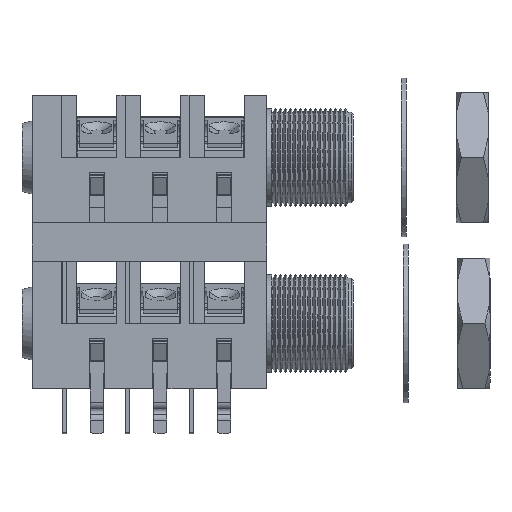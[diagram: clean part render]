
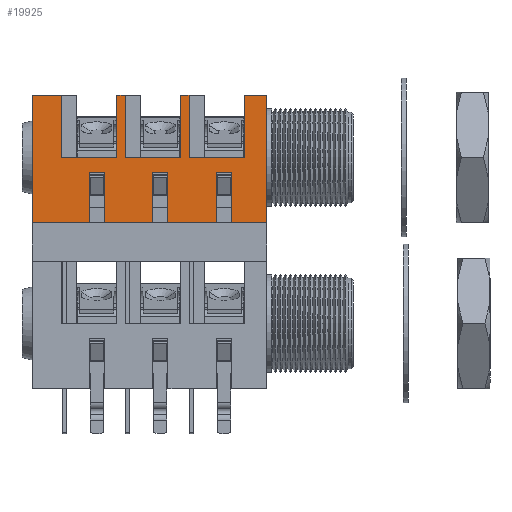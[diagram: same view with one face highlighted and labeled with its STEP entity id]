
A CAD part, front view. The second image highlights one B-rep face of the part: STEP entity #19925.
In plain terms, the highlighted planar face has unit normal (0, -1, 0).
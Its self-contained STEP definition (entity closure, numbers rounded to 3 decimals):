
#12171=CARTESIAN_POINT('',(11.7,-8.0,-6.35));
#12172=VERTEX_POINT('',#12171);
#12179=CARTESIAN_POINT('',(8.2,-8.0,-6.35));
#12180=VERTEX_POINT('',#12179);
#12181=CARTESIAN_POINT('',(11.7,-8.0,-6.35));
#12182=DIRECTION('',(-1.0,0.0,0.0));
#12183=VECTOR('',#12182,3.5);
#12184=LINE('',#12181,#12183);
#12185=EDGE_CURVE('',#12172,#12180,#12184,.T.);
#12203=CARTESIAN_POINT('',(6.7,-8.0,-6.35));
#12204=VERTEX_POINT('',#12203);
#12211=CARTESIAN_POINT('',(1.85,-8.0,-6.35));
#12212=VERTEX_POINT('',#12211);
#12213=CARTESIAN_POINT('',(6.7,-8.0,-6.35));
#12214=DIRECTION('',(-1.0,0.0,0.0));
#12215=VECTOR('',#12214,4.85);
#12216=LINE('',#12213,#12215);
#12217=EDGE_CURVE('',#12204,#12212,#12216,.T.);
#12235=CARTESIAN_POINT('',(0.35,-8.0,-6.35));
#12236=VERTEX_POINT('',#12235);
#12243=CARTESIAN_POINT('',(-4.5,-8.0,-6.35));
#12244=VERTEX_POINT('',#12243);
#12245=CARTESIAN_POINT('',(0.35,-8.0,-6.35));
#12246=DIRECTION('',(-1.0,0.0,0.0));
#12247=VECTOR('',#12246,4.85);
#12248=LINE('',#12245,#12247);
#12249=EDGE_CURVE('',#12236,#12244,#12248,.T.);
#12267=CARTESIAN_POINT('',(-6.,-8.0,-6.35));
#12268=VERTEX_POINT('',#12267);
#12275=CARTESIAN_POINT('',(-11.7,-8.0,-6.35));
#12276=VERTEX_POINT('',#12275);
#12277=CARTESIAN_POINT('',(-6.,-8.0,-6.35));
#12278=DIRECTION('',(-1.0,0.0,0.0));
#12279=VECTOR('',#12278,5.7);
#12280=LINE('',#12277,#12279);
#12281=EDGE_CURVE('',#12268,#12276,#12280,.T.);
#17506=CARTESIAN_POINT('',(-3.25,-8.0,0.15));
#17507=VERTEX_POINT('',#17506);
#17514=CARTESIAN_POINT('',(-3.25,-8.0,6.35));
#17515=VERTEX_POINT('',#17514);
#17516=CARTESIAN_POINT('',(-3.25,-8.0,6.35));
#17517=DIRECTION('',(0.0,0.0,-1.0));
#17518=VECTOR('',#17517,6.2);
#17519=LINE('',#17516,#17518);
#17520=EDGE_CURVE('',#17515,#17507,#17519,.T.);
#17729=CARTESIAN_POINT('',(9.45,-8.0,0.15));
#17730=VERTEX_POINT('',#17729);
#17737=CARTESIAN_POINT('',(9.45,-8.0,6.35));
#17738=VERTEX_POINT('',#17737);
#17739=CARTESIAN_POINT('',(9.45,-8.0,6.35));
#17740=DIRECTION('',(0.0,0.0,-1.0));
#17741=VECTOR('',#17740,6.2);
#17742=LINE('',#17739,#17741);
#17743=EDGE_CURVE('',#17738,#17730,#17742,.T.);
#17952=CARTESIAN_POINT('',(3.1,-8.0,0.15));
#17953=VERTEX_POINT('',#17952);
#17960=CARTESIAN_POINT('',(3.1,-8.0,6.35));
#17961=VERTEX_POINT('',#17960);
#17962=CARTESIAN_POINT('',(3.1,-8.0,6.35));
#17963=DIRECTION('',(0.0,0.0,-1.0));
#17964=VECTOR('',#17963,6.2);
#17965=LINE('',#17962,#17964);
#17966=EDGE_CURVE('',#17961,#17953,#17965,.T.);
#19670=CARTESIAN_POINT('',(8.2,-8.0,-1.35));
#19671=VERTEX_POINT('',#19670);
#19678=CARTESIAN_POINT('',(6.7,-8.0,-1.35));
#19679=VERTEX_POINT('',#19678);
#19680=CARTESIAN_POINT('',(6.7,-8.0,-1.35));
#19681=DIRECTION('',(1.0,0.0,0.0));
#19682=VECTOR('',#19681,1.5);
#19683=LINE('',#19680,#19682);
#19684=EDGE_CURVE('',#19679,#19671,#19683,.T.);
#19710=CARTESIAN_POINT('',(1.85,-8.0,-1.35));
#19711=VERTEX_POINT('',#19710);
#19718=CARTESIAN_POINT('',(0.35,-8.0,-1.35));
#19719=VERTEX_POINT('',#19718);
#19720=CARTESIAN_POINT('',(0.35,-8.0,-1.35));
#19721=DIRECTION('',(1.0,0.0,0.0));
#19722=VECTOR('',#19721,1.5);
#19723=LINE('',#19720,#19722);
#19724=EDGE_CURVE('',#19719,#19711,#19723,.T.);
#19756=CARTESIAN_POINT('',(8.2,-8.0,-1.35));
#19757=DIRECTION('',(0.0,0.0,-1.0));
#19758=VECTOR('',#19757,5.0);
#19759=LINE('',#19756,#19758);
#19760=EDGE_CURVE('',#19671,#12180,#19759,.T.);
#19780=CARTESIAN_POINT('',(11.7,-8.0,-6.35));
#19781=DIRECTION('',(0.0,-1.0,0.0));
#19782=DIRECTION('',(0.0,0.0,-1.0));
#19783=AXIS2_PLACEMENT_3D('',#19780,#19781,#19782);
#19784=PLANE('',#19783);
#19785=CARTESIAN_POINT('',(6.7,-8.0,-6.35));
#19786=DIRECTION('',(0.0,0.0,1.0));
#19787=VECTOR('',#19786,5.0);
#19788=LINE('',#19785,#19787);
#19789=EDGE_CURVE('',#12204,#19679,#19788,.T.);
#19790=ORIENTED_EDGE('',*,*,#19789,.T.);
#19791=ORIENTED_EDGE('',*,*,#19684,.T.);
#19792=ORIENTED_EDGE('',*,*,#19760,.T.);
#19793=ORIENTED_EDGE('',*,*,#12185,.F.);
#19794=CARTESIAN_POINT('',(11.7,-8.0,6.35));
#19795=VERTEX_POINT('',#19794);
#19796=CARTESIAN_POINT('',(11.7,-8.0,-6.35));
#19797=DIRECTION('',(0.0,0.0,1.0));
#19798=VECTOR('',#19797,12.7);
#19799=LINE('',#19796,#19798);
#19800=EDGE_CURVE('',#12172,#19795,#19799,.T.);
#19801=ORIENTED_EDGE('',*,*,#19800,.T.);
#19802=CARTESIAN_POINT('',(11.7,-8.0,6.35));
#19803=DIRECTION('',(-1.0,0.0,0.0));
#19804=VECTOR('',#19803,2.25);
#19805=LINE('',#19802,#19804);
#19806=EDGE_CURVE('',#19795,#17738,#19805,.T.);
#19807=ORIENTED_EDGE('',*,*,#19806,.T.);
#19808=ORIENTED_EDGE('',*,*,#17743,.T.);
#19809=CARTESIAN_POINT('',(3.95,-8.0,0.15));
#19810=VERTEX_POINT('',#19809);
#19811=CARTESIAN_POINT('',(9.45,-8.0,0.15));
#19812=DIRECTION('',(-1.0,0.0,0.0));
#19813=VECTOR('',#19812,5.5);
#19814=LINE('',#19811,#19813);
#19815=EDGE_CURVE('',#17730,#19810,#19814,.T.);
#19816=ORIENTED_EDGE('',*,*,#19815,.T.);
#19817=CARTESIAN_POINT('',(3.95,-8.0,6.35));
#19818=VERTEX_POINT('',#19817);
#19819=CARTESIAN_POINT('',(3.95,-8.0,0.15));
#19820=DIRECTION('',(0.0,0.0,1.0));
#19821=VECTOR('',#19820,6.2);
#19822=LINE('',#19819,#19821);
#19823=EDGE_CURVE('',#19810,#19818,#19822,.T.);
#19824=ORIENTED_EDGE('',*,*,#19823,.T.);
#19825=CARTESIAN_POINT('',(3.95,-8.0,6.35));
#19826=DIRECTION('',(-1.0,0.0,0.0));
#19827=VECTOR('',#19826,0.85);
#19828=LINE('',#19825,#19827);
#19829=EDGE_CURVE('',#19818,#17961,#19828,.T.);
#19830=ORIENTED_EDGE('',*,*,#19829,.T.);
#19831=ORIENTED_EDGE('',*,*,#17966,.T.);
#19832=CARTESIAN_POINT('',(-2.4,-8.0,0.15));
#19833=VERTEX_POINT('',#19832);
#19834=CARTESIAN_POINT('',(3.1,-8.0,0.15));
#19835=DIRECTION('',(-1.0,0.0,0.0));
#19836=VECTOR('',#19835,5.5);
#19837=LINE('',#19834,#19836);
#19838=EDGE_CURVE('',#17953,#19833,#19837,.T.);
#19839=ORIENTED_EDGE('',*,*,#19838,.T.);
#19840=CARTESIAN_POINT('',(-2.4,-8.0,6.35));
#19841=VERTEX_POINT('',#19840);
#19842=CARTESIAN_POINT('',(-2.4,-8.0,0.15));
#19843=DIRECTION('',(0.0,0.0,1.0));
#19844=VECTOR('',#19843,6.2);
#19845=LINE('',#19842,#19844);
#19846=EDGE_CURVE('',#19833,#19841,#19845,.T.);
#19847=ORIENTED_EDGE('',*,*,#19846,.T.);
#19848=CARTESIAN_POINT('',(-2.4,-8.0,6.35));
#19849=DIRECTION('',(-1.0,0.0,0.0));
#19850=VECTOR('',#19849,0.85);
#19851=LINE('',#19848,#19850);
#19852=EDGE_CURVE('',#19841,#17515,#19851,.T.);
#19853=ORIENTED_EDGE('',*,*,#19852,.T.);
#19854=ORIENTED_EDGE('',*,*,#17520,.T.);
#19855=CARTESIAN_POINT('',(-8.75,-8.0,0.15));
#19856=VERTEX_POINT('',#19855);
#19857=CARTESIAN_POINT('',(-3.25,-8.0,0.15));
#19858=DIRECTION('',(-1.0,0.0,0.0));
#19859=VECTOR('',#19858,5.5);
#19860=LINE('',#19857,#19859);
#19861=EDGE_CURVE('',#17507,#19856,#19860,.T.);
#19862=ORIENTED_EDGE('',*,*,#19861,.T.);
#19863=CARTESIAN_POINT('',(-8.75,-8.0,6.35));
#19864=VERTEX_POINT('',#19863);
#19865=CARTESIAN_POINT('',(-8.75,-8.0,0.15));
#19866=DIRECTION('',(0.0,0.0,1.0));
#19867=VECTOR('',#19866,6.2);
#19868=LINE('',#19865,#19867);
#19869=EDGE_CURVE('',#19856,#19864,#19868,.T.);
#19870=ORIENTED_EDGE('',*,*,#19869,.T.);
#19871=CARTESIAN_POINT('',(-11.7,-8.0,6.35));
#19872=VERTEX_POINT('',#19871);
#19873=CARTESIAN_POINT('',(-8.75,-8.0,6.35));
#19874=DIRECTION('',(-1.0,0.0,0.0));
#19875=VECTOR('',#19874,2.95);
#19876=LINE('',#19873,#19875);
#19877=EDGE_CURVE('',#19864,#19872,#19876,.T.);
#19878=ORIENTED_EDGE('',*,*,#19877,.T.);
#19879=CARTESIAN_POINT('',(-11.7,-8.0,-6.35));
#19880=DIRECTION('',(0.0,0.0,1.0));
#19881=VECTOR('',#19880,12.7);
#19882=LINE('',#19879,#19881);
#19883=EDGE_CURVE('',#12276,#19872,#19882,.T.);
#19884=ORIENTED_EDGE('',*,*,#19883,.F.);
#19885=ORIENTED_EDGE('',*,*,#12281,.F.);
#19886=CARTESIAN_POINT('',(-6.,-8.0,-1.35));
#19887=VERTEX_POINT('',#19886);
#19888=CARTESIAN_POINT('',(-6.,-8.0,-6.35));
#19889=DIRECTION('',(0.0,0.0,1.0));
#19890=VECTOR('',#19889,5.0);
#19891=LINE('',#19888,#19890);
#19892=EDGE_CURVE('',#12268,#19887,#19891,.T.);
#19893=ORIENTED_EDGE('',*,*,#19892,.T.);
#19894=CARTESIAN_POINT('',(-4.5,-8.0,-1.35));
#19895=VERTEX_POINT('',#19894);
#19896=CARTESIAN_POINT('',(-6.,-8.0,-1.35));
#19897=DIRECTION('',(1.0,0.0,0.0));
#19898=VECTOR('',#19897,1.5);
#19899=LINE('',#19896,#19898);
#19900=EDGE_CURVE('',#19887,#19895,#19899,.T.);
#19901=ORIENTED_EDGE('',*,*,#19900,.T.);
#19902=CARTESIAN_POINT('',(-4.5,-8.0,-1.35));
#19903=DIRECTION('',(0.0,0.0,-1.0));
#19904=VECTOR('',#19903,5.0);
#19905=LINE('',#19902,#19904);
#19906=EDGE_CURVE('',#19895,#12244,#19905,.T.);
#19907=ORIENTED_EDGE('',*,*,#19906,.T.);
#19908=ORIENTED_EDGE('',*,*,#12249,.F.);
#19909=CARTESIAN_POINT('',(0.35,-8.0,-6.35));
#19910=DIRECTION('',(0.0,0.0,1.0));
#19911=VECTOR('',#19910,5.0);
#19912=LINE('',#19909,#19911);
#19913=EDGE_CURVE('',#12236,#19719,#19912,.T.);
#19914=ORIENTED_EDGE('',*,*,#19913,.T.);
#19915=ORIENTED_EDGE('',*,*,#19724,.T.);
#19916=CARTESIAN_POINT('',(1.85,-8.0,-1.35));
#19917=DIRECTION('',(0.0,0.0,-1.0));
#19918=VECTOR('',#19917,5.0);
#19919=LINE('',#19916,#19918);
#19920=EDGE_CURVE('',#19711,#12212,#19919,.T.);
#19921=ORIENTED_EDGE('',*,*,#19920,.T.);
#19922=ORIENTED_EDGE('',*,*,#12217,.F.);
#19923=EDGE_LOOP('',(#19790,#19791,#19792,#19793,#19801,#19807,#19808,#19816,#19824,#19830,#19831,#19839,#19847,#19853,#19854,#19862,#19870,#19878,#19884,#19885,#19893,#19901,#19907,#19908,#19914,#19915,#19921,#19922));
#19924=FACE_OUTER_BOUND('',#19923,.T.);
#19925=ADVANCED_FACE('',(#19924),#19784,.T.);
